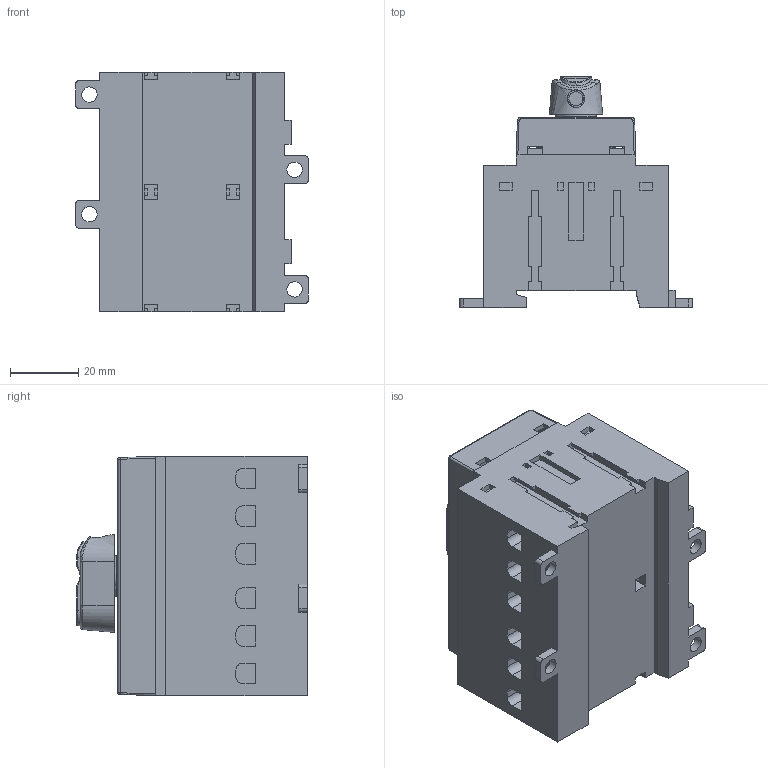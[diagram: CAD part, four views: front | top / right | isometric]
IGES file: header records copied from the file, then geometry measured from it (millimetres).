
Global section: file name: OT16-40F6_IGS.igs; preprocessor: I-DEAS 3D IGES Translator 11; date: 20090417.142502; units: millimetre
Bounding box: 68 x 67.5 x 70 mm (x, y, z)
Volume: 160345.6 mm3; surface area: 41382.2 mm2
Topology: 1 solids, 9 shells, 1036 faces, 2747 edges, 1760 vertices
Faces by surface type: bspline 1036
